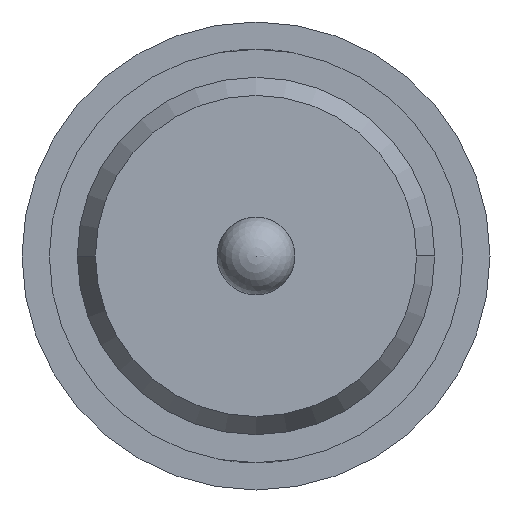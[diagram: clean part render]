
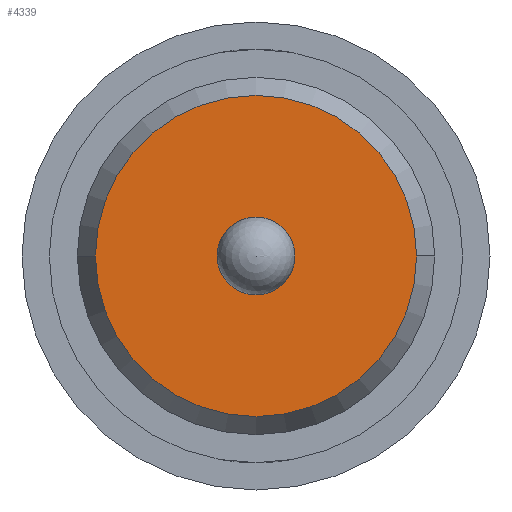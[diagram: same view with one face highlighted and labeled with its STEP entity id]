
A CAD part, front view. The second image highlights one B-rep face of the part: STEP entity #4339.
In plain terms, the highlighted planar face has unit normal (0, -1, 0).
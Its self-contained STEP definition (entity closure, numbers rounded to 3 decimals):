
#164 = DIRECTION ( 'NONE',  ( 1., 0., 0. ) ) ;
#326 = CIRCLE ( 'NONE', #1079, 0.25 ) ;
#555 = DIRECTION ( 'NONE',  ( 0., 1., 0. ) ) ;
#577 = DIRECTION ( 'NONE',  ( 0., -1., 0. ) ) ;
#787 = CIRCLE ( 'NONE', #2473, 1.03 ) ;
#807 = CARTESIAN_POINT ( 'NONE',  ( 0., -28.6, 0. ) ) ;
#835 = DIRECTION ( 'NONE',  ( 0., 0., -1. ) ) ;
#980 = CARTESIAN_POINT ( 'NONE',  ( 0., -28.6, 0.25 ) ) ;
#1079 = AXIS2_PLACEMENT_3D ( 'NONE', #2873, #1864, #835 ) ;
#1153 = EDGE_CURVE ( 'Defeature ausgef�hrt1_17+Defeature ausgef�hrt1_16+Defeature ausgef�hrt1_16+Defeature ausgef�hrt1_16', #1559, #4093, #1478, .T. ) ;
#1179 = EDGE_LOOP ( 'NONE', ( #4232, #4333 ) ) ;
#1206 = EDGE_LOOP ( 'NONE', ( #4352, #1968 ) ) ;
#1269 = DIRECTION ( 'NONE',  ( 1., 0., 0. ) ) ;
#1478 = CIRCLE ( 'NONE', #3293, 1.03 ) ;
#1559 = VERTEX_POINT ( 'NONE', #2175 ) ;
#1565 = EDGE_CURVE ( 'Defeature ausgef�hrt1_17+Defeature ausgef�hrt1_16+Defeature ausgef�hrt1_16+Defeature ausgef�hrt1_16', #4093, #1559, #787, .T. ) ;
#1578 = PLANE ( 'NONE',  #2836 ) ;
#1583 = VERTEX_POINT ( 'NONE', #1836 ) ;
#1603 = DIRECTION ( 'NONE',  ( 0., -1., 0. ) ) ;
#1612 = FACE_BOUND ( 'NONE', #1179, .T. ) ;
#1621 = CARTESIAN_POINT ( 'NONE',  ( 0., -28.6, 0. ) ) ;
#1688 = AXIS2_PLACEMENT_3D ( 'NONE', #1921, #555, #3262 ) ;
#1690 = VERTEX_POINT ( 'NONE', #980 ) ;
#1836 = CARTESIAN_POINT ( 'NONE',  ( 0., -28.6, -0.25 ) ) ;
#1864 = DIRECTION ( 'NONE',  ( 0., 1., 0. ) ) ;
#1921 = CARTESIAN_POINT ( 'NONE',  ( 0., -28.6, 0. ) ) ;
#1968 = ORIENTED_EDGE ( 'NONE', *, *, #1153, .T. ) ;
#2175 = CARTESIAN_POINT ( 'NONE',  ( 1.03, -28.6, 0. ) ) ;
#2203 = EDGE_CURVE ( 'Defeature ausgef�hrt1_17+Defeature ausgef�hrt1_14+Defeature ausgef�hrt1_14+Defeature ausgef�hrt1_14', #1583, #1690, #3526, .T. ) ;
#2473 = AXIS2_PLACEMENT_3D ( 'NONE', #807, #1603, #164 ) ;
#2596 = DIRECTION ( 'NONE',  ( 1., 0., 0. ) ) ;
#2836 = AXIS2_PLACEMENT_3D ( 'NONE', #2970, #3924, #2596 ) ;
#2868 = FACE_OUTER_BOUND ( 'NONE', #1206, .T. ) ;
#2873 = CARTESIAN_POINT ( 'NONE',  ( 0., -28.6, 0. ) ) ;
#2970 = CARTESIAN_POINT ( 'NONE',  ( -1.145, -28.6, 0. ) ) ;
#3262 = DIRECTION ( 'NONE',  ( 0., 0., -1. ) ) ;
#3293 = AXIS2_PLACEMENT_3D ( 'NONE', #1621, #577, #1269 ) ;
#3526 = CIRCLE ( 'NONE', #1688, 0.25 ) ;
#3924 = DIRECTION ( 'NONE',  ( 0., -1., 0. ) ) ;
#4093 = VERTEX_POINT ( 'NONE', #4127 ) ;
#4108 = EDGE_CURVE ( 'Defeature ausgef�hrt1_17+Defeature ausgef�hrt1_14+Defeature ausgef�hrt1_14+Defeature ausgef�hrt1_14', #1690, #1583, #326, .T. ) ;
#4127 = CARTESIAN_POINT ( 'NONE',  ( -1.03, -28.6, 0. ) ) ;
#4232 = ORIENTED_EDGE ( 'NONE', *, *, #4108, .T. ) ;
#4333 = ORIENTED_EDGE ( 'NONE', *, *, #2203, .T. ) ;
#4339 = ADVANCED_FACE ( 'Defeature ausgef�hrt1_17', ( #1612, #2868 ), #1578, .T. ) ;
#4352 = ORIENTED_EDGE ( 'NONE', *, *, #1565, .T. ) ;
